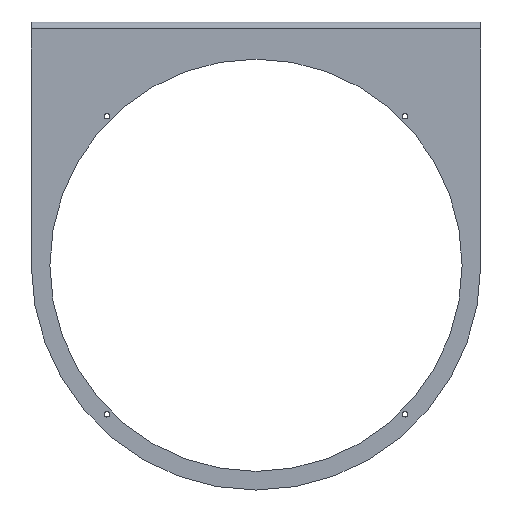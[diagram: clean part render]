
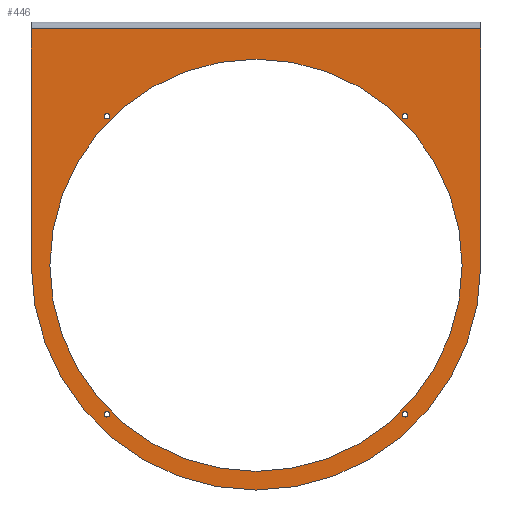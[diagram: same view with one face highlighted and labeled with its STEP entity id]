
A CAD part, front view. The second image highlights one B-rep face of the part: STEP entity #446.
In plain terms, the highlighted planar face has unit normal (0, -1, 0).
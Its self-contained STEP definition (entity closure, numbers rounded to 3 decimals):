
#20 = DIRECTION ( 'NONE',  ( 0., 0., -1. ) ) ;
#25 = ORIENTED_EDGE ( 'NONE', *, *, #273, .F. ) ;
#27 = EDGE_CURVE ( 'NONE', #695, #71, #469, .T. ) ;
#52 = ORIENTED_EDGE ( 'NONE', *, *, #1403, .T. ) ;
#71 = VERTEX_POINT ( 'NONE', #258 ) ;
#81 = AXIS2_PLACEMENT_3D ( 'NONE', #1264, #361, #1009 ) ;
#86 = CARTESIAN_POINT ( 'NONE',  ( 0., 0., -157. ) ) ;
#90 = EDGE_CURVE ( 'NONE', #841, #1402, #821, .T. ) ;
#104 = VERTEX_POINT ( 'NONE', #1014 ) ;
#118 = DIRECTION ( 'NONE',  ( 0., 0., -1. ) ) ;
#119 = CARTESIAN_POINT ( 'NONE',  ( -290., 0., -4.5 ) ) ;
#133 = DIRECTION ( 'NONE',  ( 0., 1., 0. ) ) ;
#135 = DIRECTION ( 'NONE',  ( 0., -1., 0. ) ) ;
#137 = VERTEX_POINT ( 'NONE', #1022 ) ;
#139 = CARTESIAN_POINT ( 'NONE',  ( -145., 0., -157. ) ) ;
#148 = CIRCLE ( 'NONE', #1177, 1.75 ) ;
#162 = ORIENTED_EDGE ( 'NONE', *, *, #314, .T. ) ;
#183 = ORIENTED_EDGE ( 'NONE', *, *, #766, .F. ) ;
#203 = DIRECTION ( 'NONE',  ( 0., 0., 1. ) ) ;
#205 = AXIS2_PLACEMENT_3D ( 'NONE', #1208, #1198, #20 ) ;
#215 = CARTESIAN_POINT ( 'NONE',  ( -48.833, 0., -253.167 ) ) ;
#217 = EDGE_LOOP ( 'NONE', ( #299, #395 ) ) ;
#221 = EDGE_LOOP ( 'NONE', ( #1001, #52, #162, #183 ) ) ;
#230 = VECTOR ( 'NONE', #1233, 1000. ) ;
#237 = VERTEX_POINT ( 'NONE', #599 ) ;
#247 = FACE_BOUND ( 'NONE', #217, .T. ) ;
#252 = CARTESIAN_POINT ( 'NONE',  ( 0., 0., 0. ) ) ;
#257 = CARTESIAN_POINT ( 'NONE',  ( 0., 0., -4.5 ) ) ;
#258 = CARTESIAN_POINT ( 'NONE',  ( -48.833, 0., -254.917 ) ) ;
#272 = DIRECTION ( 'NONE',  ( 0., 0., 1. ) ) ;
#273 = EDGE_CURVE ( 'NONE', #309, #137, #1128, .T. ) ;
#278 = VECTOR ( 'NONE', #308, 1000. ) ;
#282 = FACE_BOUND ( 'NONE', #514, .T. ) ;
#296 = ORIENTED_EDGE ( 'NONE', *, *, #965, .F. ) ;
#299 = ORIENTED_EDGE ( 'NONE', *, *, #1074, .T. ) ;
#308 = DIRECTION ( 'NONE',  ( 0., 0., -1. ) ) ;
#309 = VERTEX_POINT ( 'NONE', #1080 ) ;
#314 = EDGE_CURVE ( 'NONE', #1010, #1230, #541, .T. ) ;
#361 = DIRECTION ( 'NONE',  ( 0., -1., 0. ) ) ;
#377 = CARTESIAN_POINT ( 'NONE',  ( -145., 0., -157. ) ) ;
#387 = CIRCLE ( 'NONE', #1326, 1.75 ) ;
#395 = ORIENTED_EDGE ( 'NONE', *, *, #933, .T. ) ;
#409 = VERTEX_POINT ( 'NONE', #86 ) ;
#414 = CARTESIAN_POINT ( 'NONE',  ( -290., 0., 0. ) ) ;
#417 = CARTESIAN_POINT ( 'NONE',  ( -145., 0., -24. ) ) ;
#421 = AXIS2_PLACEMENT_3D ( 'NONE', #377, #1019, #272 ) ;
#446 = ADVANCED_FACE ( 'NONE', ( #880, #842, #282, #557, #247, #1348 ), #589, .T. ) ;
#452 = CIRCLE ( 'NONE', #1201, 133. ) ;
#469 = CIRCLE ( 'NONE', #1275, 1.75 ) ;
#501 = DIRECTION ( 'NONE',  ( 0., 0., -1. ) ) ;
#514 = EDGE_LOOP ( 'NONE', ( #25, #1051 ) ) ;
#518 = VECTOR ( 'NONE', #963, 1000. ) ;
#526 = VERTEX_POINT ( 'NONE', #417 ) ;
#541 = LINE ( 'NONE', #1294, #230 ) ;
#556 = CARTESIAN_POINT ( 'NONE',  ( -48.833, 0., -253.167 ) ) ;
#557 = FACE_BOUND ( 'NONE', #627, .T. ) ;
#561 = VERTEX_POINT ( 'NONE', #257 ) ;
#589 = PLANE ( 'NONE',  #1159 ) ;
#599 = CARTESIAN_POINT ( 'NONE',  ( -145., 0., -290. ) ) ;
#627 = EDGE_LOOP ( 'NONE', ( #702, #706 ) ) ;
#671 = DIRECTION ( 'NONE',  ( 0., 1., 0. ) ) ;
#695 = VERTEX_POINT ( 'NONE', #757 ) ;
#702 = ORIENTED_EDGE ( 'NONE', *, *, #731, .F. ) ;
#706 = ORIENTED_EDGE ( 'NONE', *, *, #90, .F. ) ;
#729 = ORIENTED_EDGE ( 'NONE', *, *, #27, .F. ) ;
#731 = EDGE_CURVE ( 'NONE', #1402, #841, #1413, .T. ) ;
#734 = DIRECTION ( 'NONE',  ( 0., 0., -1. ) ) ;
#735 = DIRECTION ( 'NONE',  ( 0., 0., -1. ) ) ;
#750 = DIRECTION ( 'NONE',  ( 0., -1., 0. ) ) ;
#757 = CARTESIAN_POINT ( 'NONE',  ( -48.833, 0., -251.417 ) ) ;
#763 = ORIENTED_EDGE ( 'NONE', *, *, #1302, .F. ) ;
#766 = EDGE_CURVE ( 'NONE', #409, #1230, #1378, .T. ) ;
#776 = EDGE_LOOP ( 'NONE', ( #296, #729 ) ) ;
#791 = DIRECTION ( 'NONE',  ( 0., 0., 1. ) ) ;
#804 = LINE ( 'NONE', #1354, #518 ) ;
#818 = ORIENTED_EDGE ( 'NONE', *, *, #1265, .F. ) ;
#821 = CIRCLE ( 'NONE', #81, 1.75 ) ;
#824 = VERTEX_POINT ( 'NONE', #1110 ) ;
#840 = DIRECTION ( 'NONE',  ( 0., -1., 0. ) ) ;
#841 = VERTEX_POINT ( 'NONE', #1405 ) ;
#842 = FACE_BOUND ( 'NONE', #1200, .T. ) ;
#849 = DIRECTION ( 'NONE',  ( 0., -1., 0. ) ) ;
#880 = FACE_BOUND ( 'NONE', #776, .T. ) ;
#889 = AXIS2_PLACEMENT_3D ( 'NONE', #926, #135, #735 ) ;
#926 = CARTESIAN_POINT ( 'NONE',  ( -48.833, 0., -60.833 ) ) ;
#933 = EDGE_CURVE ( 'NONE', #237, #526, #1224, .T. ) ;
#963 = DIRECTION ( 'NONE',  ( -1., 0., 0. ) ) ;
#965 = EDGE_CURVE ( 'NONE', #71, #695, #387, .T. ) ;
#984 = CARTESIAN_POINT ( 'NONE',  ( -48.833, 0., -62.583 ) ) ;
#1001 = ORIENTED_EDGE ( 'NONE', *, *, #1064, .F. ) ;
#1006 = CIRCLE ( 'NONE', #1244, 1.75 ) ;
#1009 = DIRECTION ( 'NONE',  ( 0., 0., -1. ) ) ;
#1010 = VERTEX_POINT ( 'NONE', #119 ) ;
#1014 = CARTESIAN_POINT ( 'NONE',  ( -241.167, 0., -251.417 ) ) ;
#1019 = DIRECTION ( 'NONE',  ( 0., 1., 0. ) ) ;
#1022 = CARTESIAN_POINT ( 'NONE',  ( -241.167, 0., -59.083 ) ) ;
#1051 = ORIENTED_EDGE ( 'NONE', *, *, #1243, .F. ) ;
#1064 = EDGE_CURVE ( 'NONE', #561, #409, #1412, .T. ) ;
#1074 = EDGE_CURVE ( 'NONE', #526, #237, #452, .T. ) ;
#1080 = CARTESIAN_POINT ( 'NONE',  ( -241.167, 0., -62.583 ) ) ;
#1090 = CARTESIAN_POINT ( 'NONE',  ( -290., 0., -157. ) ) ;
#1110 = CARTESIAN_POINT ( 'NONE',  ( -241.167, 0., -254.917 ) ) ;
#1118 = CARTESIAN_POINT ( 'NONE',  ( -241.167, 0., -60.833 ) ) ;
#1128 = CIRCLE ( 'NONE', #1319, 1.75 ) ;
#1159 = AXIS2_PLACEMENT_3D ( 'NONE', #414, #840, #734 ) ;
#1177 = AXIS2_PLACEMENT_3D ( 'NONE', #1267, #849, #1273 ) ;
#1198 = DIRECTION ( 'NONE',  ( 0., -1., 0. ) ) ;
#1200 = EDGE_LOOP ( 'NONE', ( #763, #818 ) ) ;
#1201 = AXIS2_PLACEMENT_3D ( 'NONE', #139, #133, #791 ) ;
#1205 = CIRCLE ( 'NONE', #205, 1.75 ) ;
#1208 = CARTESIAN_POINT ( 'NONE',  ( -241.167, 0., -253.167 ) ) ;
#1218 = AXIS2_PLACEMENT_3D ( 'NONE', #1384, #671, #203 ) ;
#1224 = CIRCLE ( 'NONE', #1218, 133. ) ;
#1230 = VERTEX_POINT ( 'NONE', #1090 ) ;
#1233 = DIRECTION ( 'NONE',  ( 0., 0., -1. ) ) ;
#1243 = EDGE_CURVE ( 'NONE', #137, #309, #148, .T. ) ;
#1244 = AXIS2_PLACEMENT_3D ( 'NONE', #1331, #1320, #1341 ) ;
#1264 = CARTESIAN_POINT ( 'NONE',  ( -48.833, 0., -60.833 ) ) ;
#1265 = EDGE_CURVE ( 'NONE', #104, #824, #1006, .T. ) ;
#1267 = CARTESIAN_POINT ( 'NONE',  ( -241.167, 0., -60.833 ) ) ;
#1273 = DIRECTION ( 'NONE',  ( 0., 0., -1. ) ) ;
#1275 = AXIS2_PLACEMENT_3D ( 'NONE', #215, #1307, #118 ) ;
#1294 = CARTESIAN_POINT ( 'NONE',  ( -290., 0., 0. ) ) ;
#1302 = EDGE_CURVE ( 'NONE', #824, #104, #1205, .T. ) ;
#1307 = DIRECTION ( 'NONE',  ( 0., -1., 0. ) ) ;
#1319 = AXIS2_PLACEMENT_3D ( 'NONE', #1118, #1324, #501 ) ;
#1320 = DIRECTION ( 'NONE',  ( 0., -1., 0. ) ) ;
#1324 = DIRECTION ( 'NONE',  ( 0., -1., 0. ) ) ;
#1326 = AXIS2_PLACEMENT_3D ( 'NONE', #556, #750, #1411 ) ;
#1331 = CARTESIAN_POINT ( 'NONE',  ( -241.167, 0., -253.167 ) ) ;
#1341 = DIRECTION ( 'NONE',  ( 0., 0., -1. ) ) ;
#1348 = FACE_OUTER_BOUND ( 'NONE', #221, .T. ) ;
#1354 = CARTESIAN_POINT ( 'NONE',  ( -290., 0., -4.5 ) ) ;
#1378 = CIRCLE ( 'NONE', #421, 145. ) ;
#1384 = CARTESIAN_POINT ( 'NONE',  ( -145., 0., -157. ) ) ;
#1402 = VERTEX_POINT ( 'NONE', #984 ) ;
#1403 = EDGE_CURVE ( 'NONE', #561, #1010, #804, .T. ) ;
#1405 = CARTESIAN_POINT ( 'NONE',  ( -48.833, 0., -59.083 ) ) ;
#1411 = DIRECTION ( 'NONE',  ( 0., 0., -1. ) ) ;
#1412 = LINE ( 'NONE', #252, #278 ) ;
#1413 = CIRCLE ( 'NONE', #889, 1.75 ) ;
